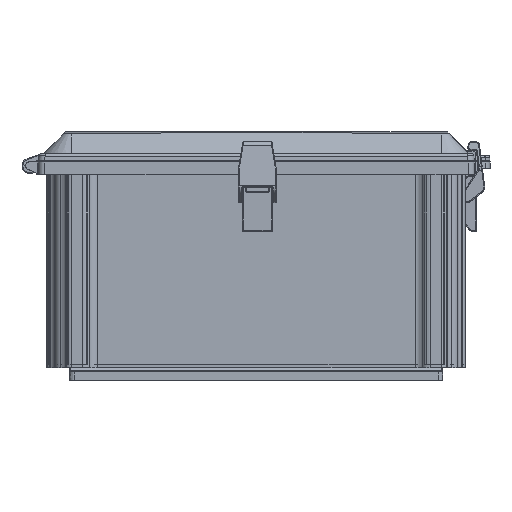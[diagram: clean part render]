
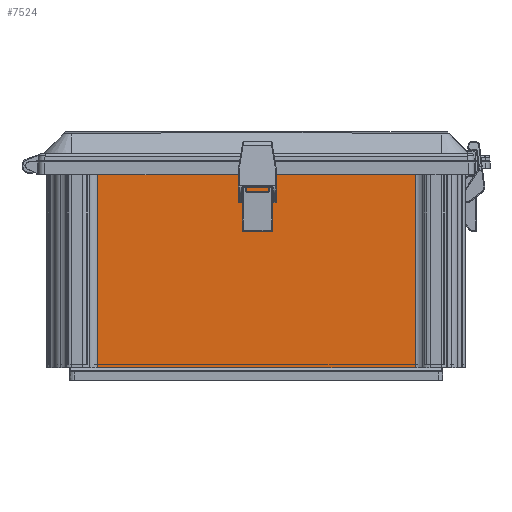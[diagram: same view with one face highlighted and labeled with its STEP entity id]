
A CAD part, front view. The second image highlights one B-rep face of the part: STEP entity #7524.
In plain terms, the highlighted planar face has unit normal (0, -1, 0).
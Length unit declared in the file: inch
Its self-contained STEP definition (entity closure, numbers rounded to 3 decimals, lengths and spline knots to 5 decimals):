
#1081 = ORIENTED_EDGE ( 'NONE', *, *, #75368, .T. ) ;
#1339 = DIRECTION ( 'NONE',  ( 0., 0., 1. ) ) ;
#5590 = DIRECTION ( 'NONE',  ( -1., 0., 0. ) ) ;
#5740 = DIRECTION ( 'NONE',  ( 0., 0., 1. ) ) ;
#7524 = ADVANCED_FACE ( 'NONE', ( #89439 ), #117578, .F. ) ;
#7911 = EDGE_CURVE ( 'NONE', #11642, #62613, #77913, .T. ) ;
#8894 = ORIENTED_EDGE ( 'NONE', *, *, #35306, .T. ) ;
#11642 = VERTEX_POINT ( 'NONE', #45766 ) ;
#11923 = LINE ( 'NONE', #50102, #77742 ) ;
#13898 = LINE ( 'NONE', #25120, #31797 ) ;
#14975 = CARTESIAN_POINT ( 'NONE',  ( -6.33965, -10.07177, -31.29192 ) ) ;
#15257 = AXIS2_PLACEMENT_3D ( 'NONE', #14975, #71286, #5590 ) ;
#16006 = VECTOR ( 'NONE', #120933, 39.37008 ) ;
#16281 = EDGE_CURVE ( 'NONE', #108901, #45039, #13898, .T. ) ;
#16372 = VERTEX_POINT ( 'NONE', #67266 ) ;
#16457 = LINE ( 'NONE', #109670, #20460 ) ;
#16488 = CARTESIAN_POINT ( 'NONE',  ( 0.30411, -10.07177, 3.0428 ) ) ;
#16638 = CARTESIAN_POINT ( 'NONE',  ( -0.4425, -10.07177, 3.0428 ) ) ;
#20460 = VECTOR ( 'NONE', #112143, 39.37008 ) ;
#21409 = VECTOR ( 'NONE', #43478, 39.37008 ) ;
#23313 = DIRECTION ( 'NONE',  ( 0., 0., -1. ) ) ;
#25033 = EDGE_CURVE ( 'NONE', #65356, #73208, #11923, .T. ) ;
#25120 = CARTESIAN_POINT ( 'NONE',  ( 0.30411, -10.07177, -31.29192 ) ) ;
#27235 = VERTEX_POINT ( 'NONE', #115714 ) ;
#31797 = VECTOR ( 'NONE', #5740, 39.37008 ) ;
#34715 = LINE ( 'NONE', #82851, #21409 ) ;
#35306 = EDGE_CURVE ( 'NONE', #27235, #62613, #41820, .T. ) ;
#35388 = CARTESIAN_POINT ( 'NONE',  ( -6.33965, -10.07177, -4.6622 ) ) ;
#35598 = CARTESIAN_POINT ( 'NONE',  ( 0.30411, -10.07177, 2.5428 ) ) ;
#36296 = VECTOR ( 'NONE', #105248, 39.37008 ) ;
#37762 = EDGE_CURVE ( 'NONE', #16372, #67070, #62811, .T. ) ;
#38520 = EDGE_CURVE ( 'NONE', #100588, #98152, #42946, .T. ) ;
#39364 = CARTESIAN_POINT ( 'NONE',  ( -6.33965, -10.07177, 3.0428 ) ) ;
#41820 = LINE ( 'NONE', #39364, #73299 ) ;
#42946 = LINE ( 'NONE', #81082, #66058 ) ;
#43478 = DIRECTION ( 'NONE',  ( 0., 0., 1. ) ) ;
#45039 = VERTEX_POINT ( 'NONE', #16488 ) ;
#45766 = CARTESIAN_POINT ( 'NONE',  ( 0.4425, -10.07177, 2.5428 ) ) ;
#47645 = ORIENTED_EDGE ( 'NONE', *, *, #7911, .F. ) ;
#48297 = LINE ( 'NONE', #105819, #86448 ) ;
#48593 = ORIENTED_EDGE ( 'NONE', *, *, #25033, .T. ) ;
#50102 = CARTESIAN_POINT ( 'NONE',  ( -6.33965, -10.07177, 3.0428 ) ) ;
#50109 = EDGE_CURVE ( 'NONE', #101983, #16372, #70865, .T. ) ;
#54546 = ORIENTED_EDGE ( 'NONE', *, *, #37762, .T. ) ;
#54707 = CARTESIAN_POINT ( 'NONE',  ( -6.33965, -10.07177, 2.5428 ) ) ;
#58601 = CARTESIAN_POINT ( 'NONE',  ( 0.4425, -10.07177, -31.29192 ) ) ;
#58824 = ORIENTED_EDGE ( 'NONE', *, *, #87776, .F. ) ;
#59425 = ORIENTED_EDGE ( 'NONE', *, *, #74163, .F. ) ;
#62613 = VERTEX_POINT ( 'NONE', #98492 ) ;
#62811 = LINE ( 'NONE', #54707, #16006 ) ;
#65356 = VERTEX_POINT ( 'NONE', #16638 ) ;
#66058 = VECTOR ( 'NONE', #111088, 39.37008 ) ;
#67070 = VERTEX_POINT ( 'NONE', #86387 ) ;
#67232 = VECTOR ( 'NONE', #108388, 39.37008 ) ;
#67266 = CARTESIAN_POINT ( 'NONE',  ( -0.30745, -10.07177, 2.5428 ) ) ;
#68398 = ORIENTED_EDGE ( 'NONE', *, *, #38520, .F. ) ;
#70865 = LINE ( 'NONE', #109002, #110827 ) ;
#71286 = DIRECTION ( 'NONE',  ( 0., 1., 0. ) ) ;
#71672 = CARTESIAN_POINT ( 'NONE',  ( -0.30745, -10.07177, 3.0428 ) ) ;
#72229 = ORIENTED_EDGE ( 'NONE', *, *, #16281, .T. ) ;
#73208 = VERTEX_POINT ( 'NONE', #119735 ) ;
#73299 = VECTOR ( 'NONE', #78111, 39.37008 ) ;
#73790 = CARTESIAN_POINT ( 'NONE',  ( 6.33965, -10.07177, -4.6622 ) ) ;
#74163 = EDGE_CURVE ( 'NONE', #65356, #67070, #107145, .T. ) ;
#75368 = EDGE_CURVE ( 'NONE', #100588, #27235, #48297, .T. ) ;
#77614 = ORIENTED_EDGE ( 'NONE', *, *, #50109, .T. ) ;
#77742 = VECTOR ( 'NONE', #107597, 39.37008 ) ;
#77913 = LINE ( 'NONE', #58601, #94923 ) ;
#78111 = DIRECTION ( 'NONE',  ( -1., 0., 0. ) ) ;
#79480 = EDGE_LOOP ( 'NONE', ( #47645, #122143, #72229, #85072, #77614, #54546, #59425, #48593, #58824, #68398, #1081, #8894 ) ) ;
#81082 = CARTESIAN_POINT ( 'NONE',  ( -6.33965, -10.07177, -4.6622 ) ) ;
#82851 = CARTESIAN_POINT ( 'NONE',  ( -6.33965, -10.07177, -31.29192 ) ) ;
#85072 = ORIENTED_EDGE ( 'NONE', *, *, #114586, .T. ) ;
#86387 = CARTESIAN_POINT ( 'NONE',  ( -0.4425, -10.07177, 2.5428 ) ) ;
#86448 = VECTOR ( 'NONE', #1339, 39.37008 ) ;
#87776 = EDGE_CURVE ( 'NONE', #98152, #73208, #34715, .T. ) ;
#89439 = FACE_OUTER_BOUND ( 'NONE', #79480, .T. ) ;
#89615 = CARTESIAN_POINT ( 'NONE',  ( -0.4425, -10.07177, -31.29192 ) ) ;
#94923 = VECTOR ( 'NONE', #96691, 39.37008 ) ;
#96691 = DIRECTION ( 'NONE',  ( 0., 0., 1. ) ) ;
#98152 = VERTEX_POINT ( 'NONE', #35388 ) ;
#98492 = CARTESIAN_POINT ( 'NONE',  ( 0.4425, -10.07177, 3.0428 ) ) ;
#100588 = VERTEX_POINT ( 'NONE', #73790 ) ;
#101983 = VERTEX_POINT ( 'NONE', #71672 ) ;
#105248 = DIRECTION ( 'NONE',  ( -1., 0., 0. ) ) ;
#105819 = CARTESIAN_POINT ( 'NONE',  ( 6.33965, -10.07177, -31.29192 ) ) ;
#107145 = LINE ( 'NONE', #89615, #67232 ) ;
#107597 = DIRECTION ( 'NONE',  ( -1., 0., 0. ) ) ;
#108388 = DIRECTION ( 'NONE',  ( 0., 0., -1. ) ) ;
#108901 = VERTEX_POINT ( 'NONE', #35598 ) ;
#109002 = CARTESIAN_POINT ( 'NONE',  ( -0.30745, -10.07177, -31.29192 ) ) ;
#109670 = CARTESIAN_POINT ( 'NONE',  ( -6.33965, -10.07177, 2.5428 ) ) ;
#110827 = VECTOR ( 'NONE', #23313, 39.37008 ) ;
#111088 = DIRECTION ( 'NONE',  ( -1., 0., 0. ) ) ;
#112143 = DIRECTION ( 'NONE',  ( -1., 0., 0. ) ) ;
#113511 = EDGE_CURVE ( 'NONE', #11642, #108901, #16457, .T. ) ;
#114586 = EDGE_CURVE ( 'NONE', #45039, #101983, #115848, .T. ) ;
#115714 = CARTESIAN_POINT ( 'NONE',  ( 6.33965, -10.07177, 3.0428 ) ) ;
#115848 = LINE ( 'NONE', #123384, #36296 ) ;
#117578 = PLANE ( 'NONE',  #15257 ) ;
#119735 = CARTESIAN_POINT ( 'NONE',  ( -6.33965, -10.07177, 3.0428 ) ) ;
#120933 = DIRECTION ( 'NONE',  ( -1., 0., 0. ) ) ;
#122143 = ORIENTED_EDGE ( 'NONE', *, *, #113511, .T. ) ;
#123384 = CARTESIAN_POINT ( 'NONE',  ( -6.33965, -10.07177, 3.0428 ) ) ;
